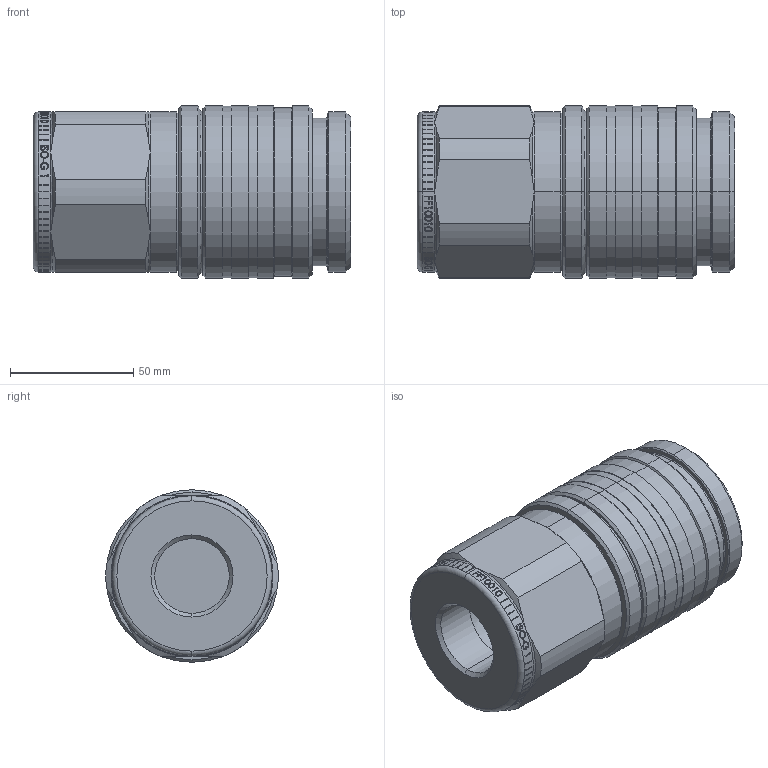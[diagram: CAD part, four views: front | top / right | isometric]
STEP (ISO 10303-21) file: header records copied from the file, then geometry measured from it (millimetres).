
FILE_DESCRIPTION (( 'STEP AP214' ), '1' );
FILE_NAME ('FF10010 C.STEP', '2014-06-04T13:01:32', ( 'admin' ), ( 'Microsoft' ), 'SwSTEP 2.0', 'SolidWorks 2009', '' );
FILE_SCHEMA (( 'AUTOMOTIVE_DESIGN' ));
Products named in the file (1): FF10010 C
Bounding box: 128.8 x 70 x 70 mm (x, y, z)
Volume: 434634.8 mm3; surface area: 41414.6 mm2
Topology: 1 solids, 1 shells, 661 faces, 1616 edges, 1056 vertices
Faces by surface type: plane 319, bspline 144, cylinder 132, cone 42, torus 24
Entity records: 39535 total; most frequent: CARTESIAN_POINT 24876, ORIENTED_EDGE 3232, DIRECTION 2634, EDGE_CURVE 1616, VERTEX_POINT 1056, AXIS2_PLACEMENT_3D 998, EDGE_LOOP 760, FACE_OUTER_BOUND 661
